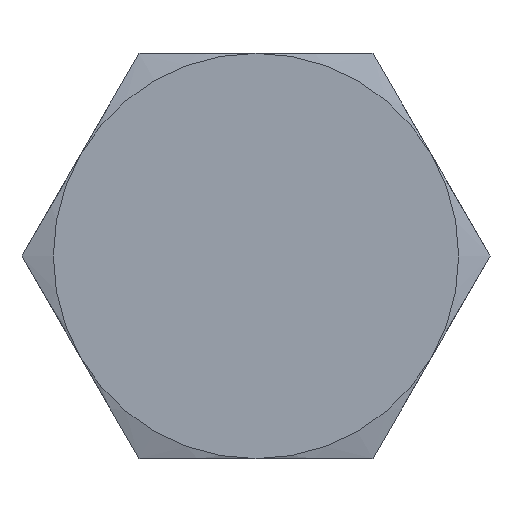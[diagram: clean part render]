
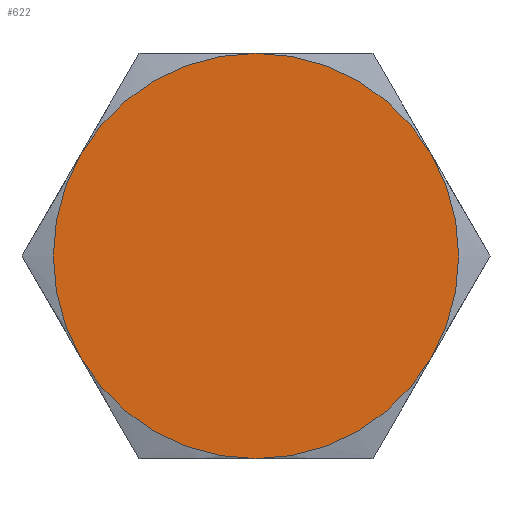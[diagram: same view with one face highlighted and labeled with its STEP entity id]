
A CAD part, left-side view. The second image highlights one B-rep face of the part: STEP entity #622.
In plain terms, the highlighted planar face has unit normal (-1, 0, 0).
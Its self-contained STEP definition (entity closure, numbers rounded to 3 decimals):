
#75=PLANE('',#710);
#225=ORIENTED_EDGE('',*,*,#299,.F.);
#226=ORIENTED_EDGE('',*,*,#298,.F.);
#227=ORIENTED_EDGE('',*,*,#297,.F.);
#228=ORIENTED_EDGE('',*,*,#296,.F.);
#229=ORIENTED_EDGE('',*,*,#300,.F.);
#230=ORIENTED_EDGE('',*,*,#295,.F.);
#295=EDGE_CURVE('',#349,#347,#382,.T.);
#296=EDGE_CURVE('',#356,#355,#383,.T.);
#297=EDGE_CURVE('',#355,#353,#384,.T.);
#298=EDGE_CURVE('',#353,#351,#385,.T.);
#299=EDGE_CURVE('',#351,#349,#386,.T.);
#300=EDGE_CURVE('',#347,#356,#387,.T.);
#347=VERTEX_POINT('',#1176);
#349=VERTEX_POINT('',#1188);
#351=VERTEX_POINT('',#1200);
#353=VERTEX_POINT('',#1212);
#355=VERTEX_POINT('',#1224);
#356=VERTEX_POINT('',#1234);
#382=CIRCLE('',#701,6.5);
#383=CIRCLE('',#703,6.5);
#384=CIRCLE('',#705,6.5);
#385=CIRCLE('',#707,6.5);
#386=CIRCLE('',#709,6.5);
#387=CIRCLE('',#711,6.5);
#474=EDGE_LOOP('',(#225,#226,#227,#228,#229,#230));
#563=FACE_BOUND('',#474,.T.);
#622=ADVANCED_FACE('',(#563),#75,.F.);
#701=AXIS2_PLACEMENT_3D('',#1240,#855,#856);
#703=AXIS2_PLACEMENT_3D('',#1242,#859,#860);
#705=AXIS2_PLACEMENT_3D('',#1244,#863,#864);
#707=AXIS2_PLACEMENT_3D('',#1246,#867,#868);
#709=AXIS2_PLACEMENT_3D('',#1248,#871,#872);
#710=AXIS2_PLACEMENT_3D('',#1249,#873,#874);
#711=AXIS2_PLACEMENT_3D('',#1250,#875,#876);
#855=DIRECTION('',(1.,0.,0.));
#856=DIRECTION('',(0.,0.,-1.));
#859=DIRECTION('',(1.,0.,0.));
#860=DIRECTION('',(0.,0.,-1.));
#863=DIRECTION('',(1.,0.,0.));
#864=DIRECTION('',(0.,0.,-1.));
#867=DIRECTION('',(1.,0.,0.));
#868=DIRECTION('',(0.,0.,-1.));
#871=DIRECTION('',(1.,0.,0.));
#872=DIRECTION('',(0.,0.,-1.));
#873=DIRECTION('',(1.,0.,0.));
#874=DIRECTION('',(0.,0.,-1.));
#875=DIRECTION('',(1.,0.,0.));
#876=DIRECTION('',(0.,0.,-1.));
#1176=CARTESIAN_POINT('',(0.,0.,6.5));
#1188=CARTESIAN_POINT('',(0.,5.629,3.25));
#1200=CARTESIAN_POINT('',(0.,5.629,-3.25));
#1212=CARTESIAN_POINT('',(0.,0.,-6.5));
#1224=CARTESIAN_POINT('',(0.,-5.629,-3.25));
#1234=CARTESIAN_POINT('',(0.,-5.629,3.25));
#1240=CARTESIAN_POINT('',(0.,0.,0.));
#1242=CARTESIAN_POINT('',(0.,0.,0.));
#1244=CARTESIAN_POINT('',(0.,0.,0.));
#1246=CARTESIAN_POINT('',(0.,0.,0.));
#1248=CARTESIAN_POINT('',(0.,0.,0.));
#1249=CARTESIAN_POINT('',(0.,0.,0.));
#1250=CARTESIAN_POINT('',(0.,0.,0.));
